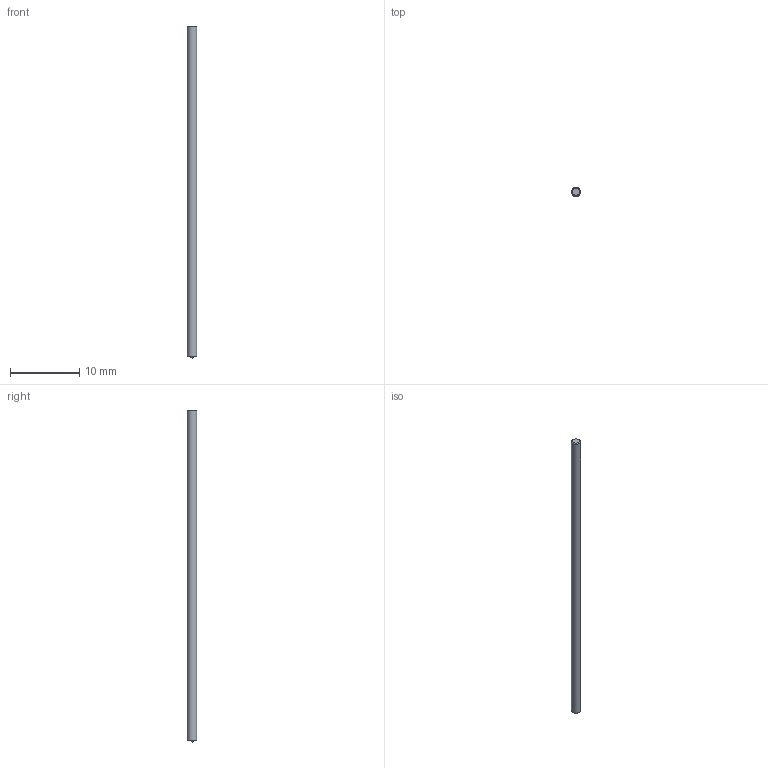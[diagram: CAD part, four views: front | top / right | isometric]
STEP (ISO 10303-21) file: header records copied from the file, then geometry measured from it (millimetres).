
FILE_DESCRIPTION (( 'STEP AP214' ), '1' );
FILE_NAME ('03-0338.STEP', '2020-07-27T04:48:54', ( '' ), ( '' ), 'SwSTEP 2.0', 'SolidWorks 2014', '' );
FILE_SCHEMA (( 'AUTOMOTIVE_DESIGN' ));
Length unit declared in the file: millimetre
Products named in the file (2): 03-0338
Bounding box: 1.32 x 1.32 x 47.9 mm (x, y, z)
Volume: 65.3 mm3; surface area: 200.1 mm2
Topology: 1 solids, 1 shells, 4 faces, 9 edges, 7 vertices
Faces by surface type: cone 2, plane 1, cylinder 1
Full cylindrical faces by diameter (mm): 1.321 x1
Entity records: 181 total; most frequent: CARTESIAN_POINT 65, DIRECTION 18, AXIS2_PLACEMENT_3D 9, EDGE_LOOP 6, ORIENTED_EDGE 6, FACE_OUTER_BOUND 5, APPLICATION_CONTEXT 4, APPLICATION_PROTOCOL_DEFINITION 4
